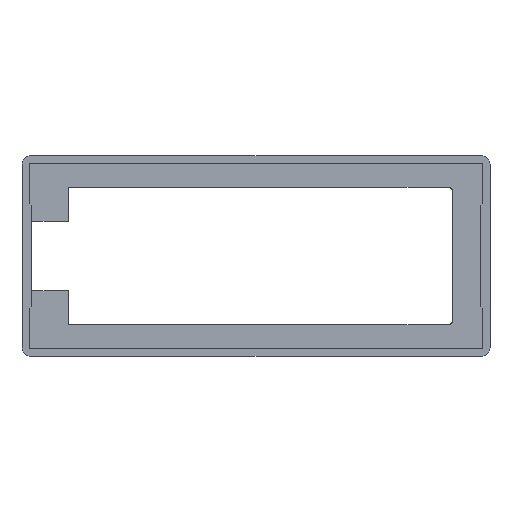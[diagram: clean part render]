
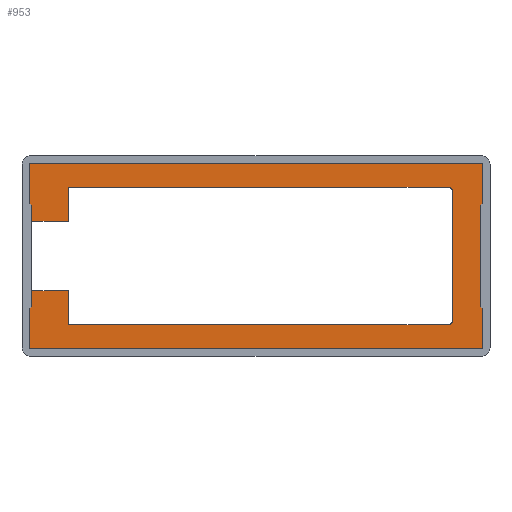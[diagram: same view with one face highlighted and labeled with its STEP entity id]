
A CAD part, front view. The second image highlights one B-rep face of the part: STEP entity #953.
In plain terms, the highlighted face is planar.
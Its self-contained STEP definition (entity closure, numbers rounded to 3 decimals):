
#37=PLANE('',#1034);
#83=FACE_OUTER_BOUND('',#133,.T.);
#133=EDGE_LOOP('',(#706,#707,#708,#709,#710,#711,#712,#713,#714,#715,#716,
#717,#718,#719));
#177=LINE('',#1359,#302);
#180=LINE('',#1370,#305);
#182=LINE('',#1374,#307);
#185=LINE('',#1380,#310);
#188=LINE('',#1387,#313);
#192=LINE('',#1395,#317);
#195=LINE('',#1400,#320);
#199=LINE('',#1407,#324);
#200=LINE('',#1410,#325);
#203=LINE('',#1416,#328);
#204=LINE('',#1418,#329);
#205=LINE('',#1419,#330);
#302=VECTOR('',#1100,10.);
#305=VECTOR('',#1111,10.);
#307=VECTOR('',#1115,10.);
#310=VECTOR('',#1120,10.);
#313=VECTOR('',#1125,10.);
#317=VECTOR('',#1131,10.);
#320=VECTOR('',#1136,10.);
#324=VECTOR('',#1142,10.);
#325=VECTOR('',#1145,10.);
#328=VECTOR('',#1150,10.);
#329=VECTOR('',#1151,10.);
#330=VECTOR('',#1152,10.);
#424=CIRCLE('',#1021,0.5);
#426=CIRCLE('',#1025,0.5);
#437=VERTEX_POINT('',#1349);
#438=VERTEX_POINT('',#1351);
#440=VERTEX_POINT('',#1357);
#443=VERTEX_POINT('',#1364);
#444=VERTEX_POINT('',#1366);
#445=VERTEX_POINT('',#1373);
#447=VERTEX_POINT('',#1379);
#449=VERTEX_POINT('',#1385);
#450=VERTEX_POINT('',#1386);
#453=VERTEX_POINT('',#1394);
#456=VERTEX_POINT('',#1405);
#457=VERTEX_POINT('',#1409);
#459=VERTEX_POINT('',#1415);
#460=VERTEX_POINT('',#1417);
#527=EDGE_CURVE('',#437,#438,#424,.T.);
#531=EDGE_CURVE('',#437,#440,#177,.T.);
#534=EDGE_CURVE('',#443,#444,#426,.T.);
#536=EDGE_CURVE('',#443,#438,#180,.T.);
#538=EDGE_CURVE('',#440,#445,#182,.T.);
#541=EDGE_CURVE('',#445,#447,#185,.T.);
#544=EDGE_CURVE('',#449,#450,#188,.T.);
#548=EDGE_CURVE('',#450,#453,#192,.T.);
#551=EDGE_CURVE('',#453,#444,#195,.T.);
#555=EDGE_CURVE('',#456,#447,#199,.T.);
#556=EDGE_CURVE('',#449,#457,#200,.T.);
#559=EDGE_CURVE('',#459,#456,#203,.T.);
#560=EDGE_CURVE('',#460,#459,#204,.F.);
#561=EDGE_CURVE('',#460,#457,#205,.T.);
#706=ORIENTED_EDGE('',*,*,#544,.T.);
#707=ORIENTED_EDGE('',*,*,#548,.T.);
#708=ORIENTED_EDGE('',*,*,#551,.T.);
#709=ORIENTED_EDGE('',*,*,#534,.F.);
#710=ORIENTED_EDGE('',*,*,#536,.T.);
#711=ORIENTED_EDGE('',*,*,#527,.F.);
#712=ORIENTED_EDGE('',*,*,#531,.T.);
#713=ORIENTED_EDGE('',*,*,#538,.T.);
#714=ORIENTED_EDGE('',*,*,#541,.T.);
#715=ORIENTED_EDGE('',*,*,#555,.F.);
#716=ORIENTED_EDGE('',*,*,#559,.F.);
#717=ORIENTED_EDGE('',*,*,#560,.F.);
#718=ORIENTED_EDGE('',*,*,#561,.T.);
#719=ORIENTED_EDGE('',*,*,#556,.F.);
#953=ADVANCED_FACE('',(#83),#37,.T.);
#1021=AXIS2_PLACEMENT_3D('',#1352,#1093,#1094);
#1025=AXIS2_PLACEMENT_3D('',#1367,#1106,#1107);
#1034=AXIS2_PLACEMENT_3D('',#1414,#1148,#1149);
#1093=DIRECTION('center_axis',(0.,0.,
-1.));
#1094=DIRECTION('ref_axis',(0.707,-0.707,0.));
#1100=DIRECTION('',(0.,1.,0.));
#1106=DIRECTION('center_axis',(0.,0.,
-1.));
#1107=DIRECTION('ref_axis',(-0.707,-0.707,0.));
#1111=DIRECTION('',(1.,0.,0.));
#1115=DIRECTION('',(-1.,0.,0.));
#1120=DIRECTION('',(0.,1.,0.));
#1125=DIRECTION('',(0.,-1.,0.));
#1131=DIRECTION('',(-1.,0.,0.));
#1136=DIRECTION('',(0.,-1.,0.));
#1142=DIRECTION('',(-1.,0.,0.));
#1145=DIRECTION('',(-1.,0.,0.));
#1148=DIRECTION('center_axis',(0.,0.,
-1.));
#1149=DIRECTION('ref_axis',(-1.,0.,0.));
#1150=DIRECTION('',(0.,1.,0.));
#1151=DIRECTION('',(-1.,0.,0.));
#1152=DIRECTION('',(0.,1.,0.));
#1349=CARTESIAN_POINT('',(7.9,-22.3,1.2));
#1351=CARTESIAN_POINT('',(7.4,-22.8,1.2));
#1352=CARTESIAN_POINT('Origin',(7.4,-22.3,1.2));
#1357=CARTESIAN_POINT('',(7.9,21.2,1.2));
#1359=CARTESIAN_POINT('',(7.9,-2.3,1.2));
#1364=CARTESIAN_POINT('',(-7.4,-22.8,1.2));
#1366=CARTESIAN_POINT('',(-7.9,-22.3,1.2));
#1367=CARTESIAN_POINT('Origin',(-7.4,-22.3,1.2));
#1370=CARTESIAN_POINT('',(9.05,-22.8,1.2));
#1373=CARTESIAN_POINT('',(4.,21.2,1.2));
#1374=CARTESIAN_POINT('',(7.3,21.2,1.2));
#1379=CARTESIAN_POINT('',(4.,25.6,1.2));
#1380=CARTESIAN_POINT('',(4.,0.,1.2));
#1385=CARTESIAN_POINT('',(-4.,25.6,1.2));
#1386=CARTESIAN_POINT('',(-4.,21.2,1.2));
#1387=CARTESIAN_POINT('',(-4.,-2.3,1.2));
#1394=CARTESIAN_POINT('',(-7.9,21.2,1.2));
#1395=CARTESIAN_POINT('',(1.55,21.2,1.2));
#1400=CARTESIAN_POINT('',(-7.9,-23.3,1.2));
#1405=CARTESIAN_POINT('',(10.6,25.6,1.2));
#1407=CARTESIAN_POINT('',(-10.6,25.6,1.2));
#1409=CARTESIAN_POINT('',(-10.6,25.6,1.2));
#1410=CARTESIAN_POINT('',(-10.6,25.6,1.2));
#1414=CARTESIAN_POINT('Origin',(10.6,-25.6,1.2));
#1415=CARTESIAN_POINT('',(10.6,-26.2,1.2));
#1416=CARTESIAN_POINT('',(10.6,-25.6,1.2));
#1417=CARTESIAN_POINT('',(-10.6,-26.2,1.2));
#1418=CARTESIAN_POINT('',(5.3,-26.2,1.2));
#1419=CARTESIAN_POINT('',(-10.6,-25.6,1.2));
